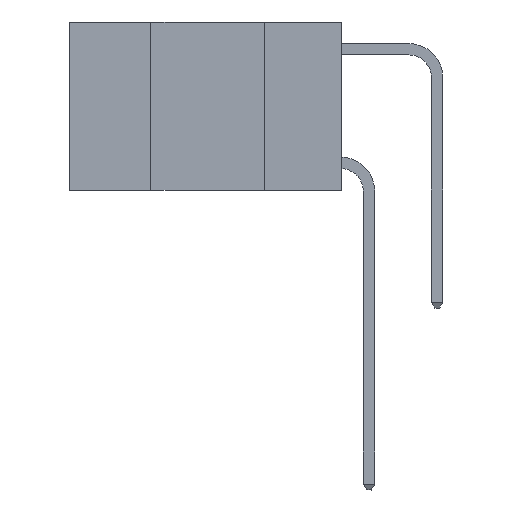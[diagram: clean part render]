
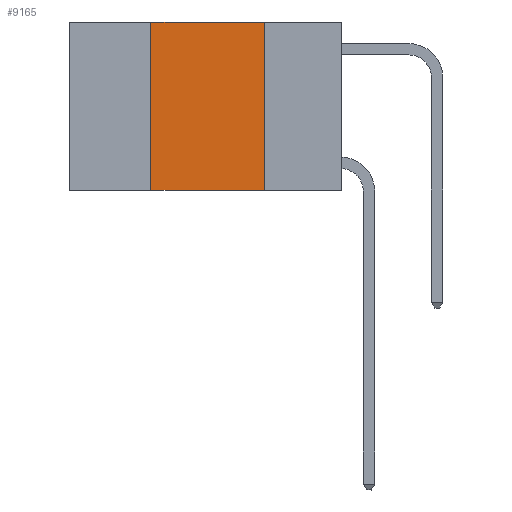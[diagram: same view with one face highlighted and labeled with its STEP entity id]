
A CAD part, left-side view. The second image highlights one B-rep face of the part: STEP entity #9165.
In plain terms, the highlighted planar face has unit normal (-1, 0, 0).
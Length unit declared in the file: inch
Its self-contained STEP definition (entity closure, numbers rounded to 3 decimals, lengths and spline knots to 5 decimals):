
#45 = EDGE_LOOP ( 'NONE', ( #11904, #268, #6549, #10701 ) ) ;
#268 = ORIENTED_EDGE ( 'NONE', *, *, #1321, .F. ) ;
#469 = DIRECTION ( 'NONE',  ( 0., -1., 0. ) ) ;
#627 = EDGE_CURVE ( 'NONE', #10414, #5843, #10781, .T. ) ;
#1052 = DIRECTION ( 'NONE',  ( 0., 0., -1. ) ) ;
#1292 = CARTESIAN_POINT ( 'NONE',  ( 0., 0.6, -0.37 ) ) ;
#1321 = EDGE_CURVE ( 'NONE', #9766, #10494, #9378, .T. ) ;
#1990 = LINE ( 'NONE', #10739, #5902 ) ;
#5007 = EDGE_CURVE ( 'NONE', #10494, #5843, #5353, .T. ) ;
#5010 = DIRECTION ( 'NONE',  ( 0., 0., -1. ) ) ;
#5276 = EDGE_CURVE ( 'NONE', #10414, #9766, #1990, .T. ) ;
#5353 = LINE ( 'NONE', #10719, #8494 ) ;
#5703 = CARTESIAN_POINT ( 'NONE',  ( 0., 0.6, 0. ) ) ;
#5843 = VERTEX_POINT ( 'NONE', #6676 ) ;
#5902 = VECTOR ( 'NONE', #7046, 39.37008 ) ;
#6549 = ORIENTED_EDGE ( 'NONE', *, *, #5276, .F. ) ;
#6676 = CARTESIAN_POINT ( 'NONE',  ( 0., 0.17, -0.37 ) ) ;
#6702 = DIRECTION ( 'NONE',  ( 1., 0., 0. ) ) ;
#6762 = CARTESIAN_POINT ( 'NONE',  ( 0., 0.17, 0. ) ) ;
#6844 = CARTESIAN_POINT ( 'NONE',  ( 0., 0.6, 0. ) ) ;
#7046 = DIRECTION ( 'NONE',  ( 0., 0., 1. ) ) ;
#7397 = CARTESIAN_POINT ( 'NONE',  ( 0., 0.42, 0. ) ) ;
#7696 = PLANE ( 'NONE',  #10699 ) ;
#8494 = VECTOR ( 'NONE', #5010, 39.37008 ) ;
#9090 = VECTOR ( 'NONE', #9537, 39.37008 ) ;
#9165 = ADVANCED_FACE ( 'NONE', ( #11880 ), #7696, .F. ) ;
#9378 = LINE ( 'NONE', #6844, #9090 ) ;
#9537 = DIRECTION ( 'NONE',  ( 0., -1., 0. ) ) ;
#9578 = VECTOR ( 'NONE', #469, 39.37008 ) ;
#9766 = VERTEX_POINT ( 'NONE', #7397 ) ;
#10414 = VERTEX_POINT ( 'NONE', #11179 ) ;
#10494 = VERTEX_POINT ( 'NONE', #6762 ) ;
#10699 = AXIS2_PLACEMENT_3D ( 'NONE', #5703, #6702, #1052 ) ;
#10701 = ORIENTED_EDGE ( 'NONE', *, *, #627, .T. ) ;
#10719 = CARTESIAN_POINT ( 'NONE',  ( 0., 0.17, 0. ) ) ;
#10739 = CARTESIAN_POINT ( 'NONE',  ( 0., 0.42, 0. ) ) ;
#10781 = LINE ( 'NONE', #1292, #9578 ) ;
#11179 = CARTESIAN_POINT ( 'NONE',  ( 0., 0.42, -0.37 ) ) ;
#11880 = FACE_OUTER_BOUND ( 'NONE', #45, .T. ) ;
#11904 = ORIENTED_EDGE ( 'NONE', *, *, #5007, .F. ) ;
